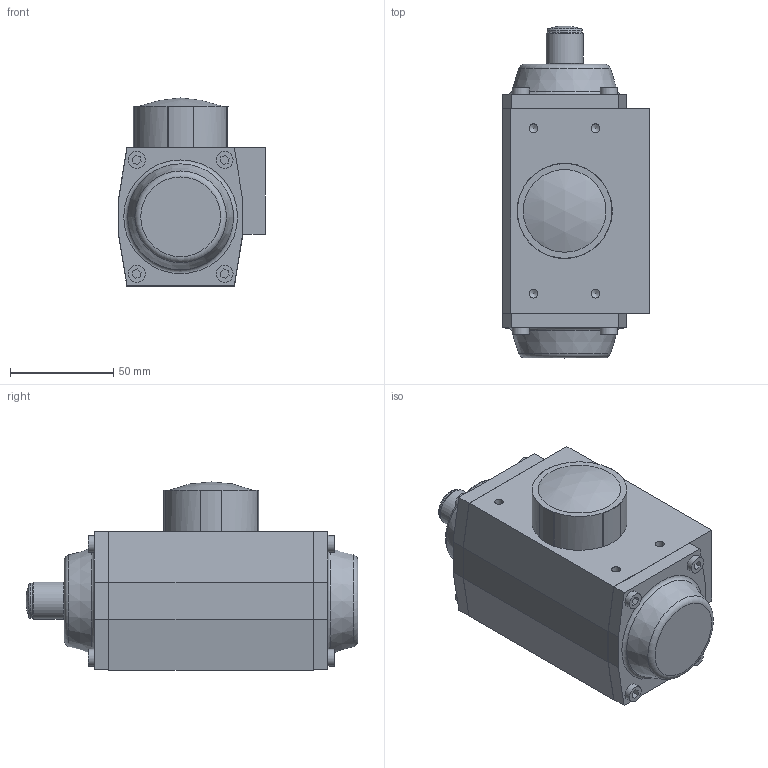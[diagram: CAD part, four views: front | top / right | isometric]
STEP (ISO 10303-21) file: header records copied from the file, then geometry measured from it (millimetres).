
FILE_DESCRIPTION( ( 'STEP AP214' ), '1' );
FILE_NAME( ' ', ' ', ( ' ' ), ( ' ' ), 'PSStep 11.0', 'VISI 17.0', ' ' );
FILE_SCHEMA( ( 'AUTOMOTIVE_DESIGN { 1 0 10303 214 1 1 1 1 }' ) );
Length unit declared in the file: millimetre
Products named in the file (1): 1
Bounding box: 71 x 160.5 x 90.99 mm (x, y, z)
Volume: 566224.3 mm3; surface area: 50338.9 mm2
Topology: 1 solids, 1 shells, 169 faces, 414 edges, 271 vertices
Faces by surface type: plane 114, cylinder 30, cone 18, torus 5, sphere 2
Full cylindrical faces by diameter (mm): 4.2 x12, 8.2 x8, 11.445 x2, 17 x1, 18 x1, 25 x1, 45.8 x1
Entity records: 5894 total; most frequent: CARTESIAN_POINT 773, DIRECTION 759, ORIENTED_EDGE 682, EDGE_CURVE 341, LINE 263, VECTOR 263, VERTEX_POINT 262, AXIS2_PLACEMENT_3D 248
